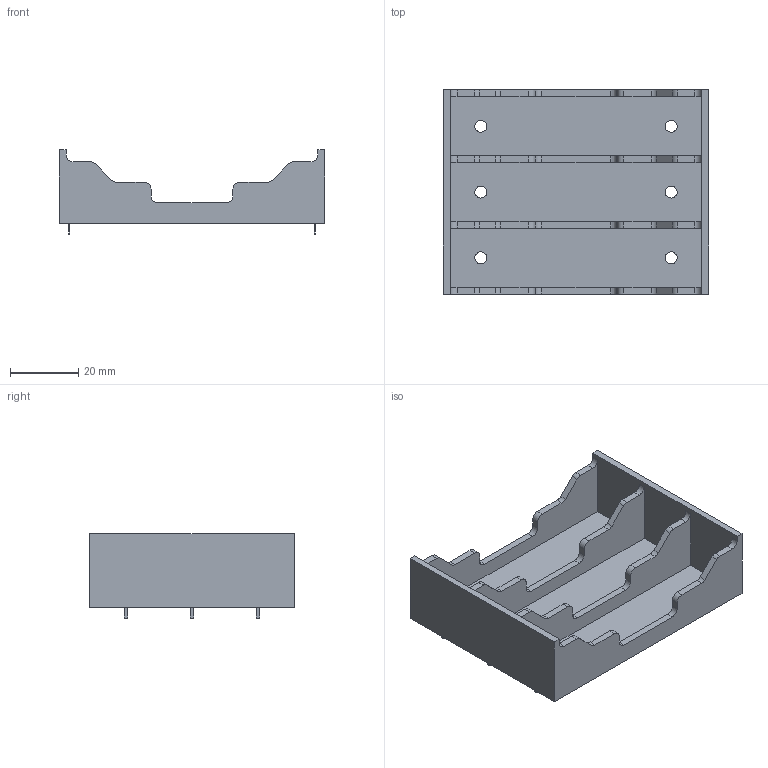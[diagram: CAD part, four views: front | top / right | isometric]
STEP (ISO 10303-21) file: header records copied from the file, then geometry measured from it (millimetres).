
FILE_DESCRIPTION (( 'STEP AP214' ), '1' );
FILE_NAME ('BatteryHolder 3x18650.STEP', '2018-02-26T20:22:30', ( '' ), ( '' ), 'SwSTEP 2.0', 'SolidWorks 2018', '' );
FILE_SCHEMA (( 'AUTOMOTIVE_DESIGN' ));
Length unit declared in the file: millimetre
Products named in the file (1): BatteryHolder 3x18650
Bounding box: 77.8 x 59.9 x 24.7 mm (x, y, z)
Volume: 17808.8 mm3; surface area: 20654.1 mm2
Topology: 1 solids, 1 shells, 136 faces, 384 edges, 256 vertices
Faces by surface type: plane 84, cylinder 52
Entity records: 4800 total; most frequent: CARTESIAN_POINT 777, ORIENTED_EDGE 768, DIRECTION 762, EDGE_CURVE 384, LINE 280, VECTOR 280, VERTEX_POINT 256, AXIS2_PLACEMENT_3D 241
